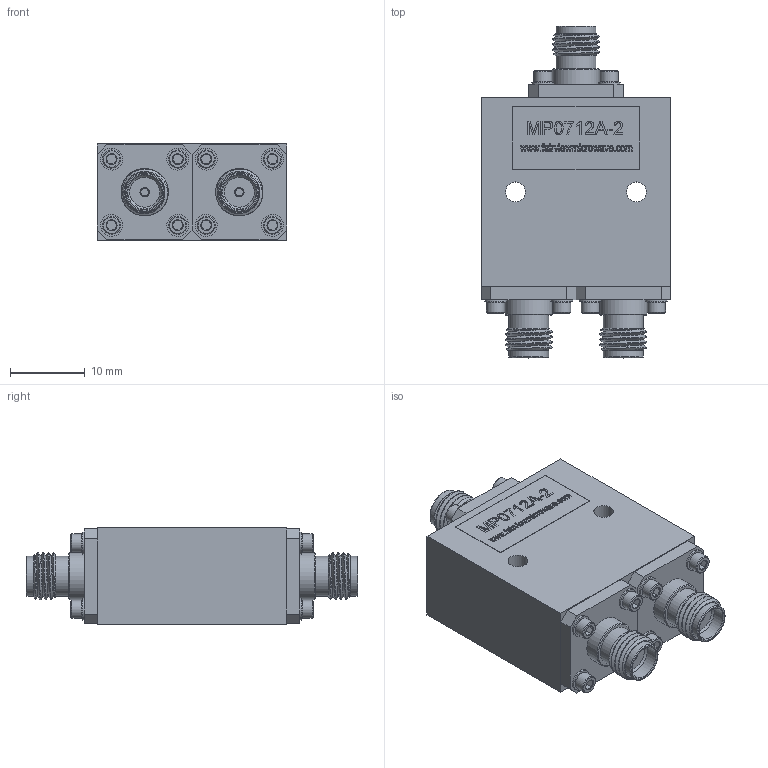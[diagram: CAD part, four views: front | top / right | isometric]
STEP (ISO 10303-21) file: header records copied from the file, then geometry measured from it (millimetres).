
FILE_DESCRIPTION (( 'STEP AP203' ), '1' );
FILE_NAME ('MP0712A-2_3D.step', '2021-04-13T21:47:33', ( '' ), ( '' ), 'SwSTEP 2.0', 'SolidWorks 2020', '' );
FILE_SCHEMA (( 'CONFIG_CONTROL_DESIGN' ));
Products named in the file (1): MP0712A-2_3D
Bounding box: 25.4 x 44.55 x 13 mm (x, y, z)
Volume: 9605.3 mm3; surface area: 4380.8 mm2
Topology: 1 solids, 16 shells, 956 faces, 2268 edges, 1458 vertices
Faces by surface type: plane 522, bspline 189, cylinder 131, cone 114
Full cylindrical faces by diameter (mm): 1.016 x6, 1.27 x6, 1.524 x36, 1.854 x15, 2.438 x12, 2.667 x2, 2.946 x12, 4.521 x3, 5.08 x3, 5.334 x6, 6.35 x3
Entity records: 44868 total; most frequent: CARTESIAN_POINT 25786, ORIENTED_EDGE 4016, DIRECTION 3266, EDGE_CURVE 2008, VERTEX_POINT 1350, EDGE_LOOP 1178, VECTOR 1170, LINE 1170
